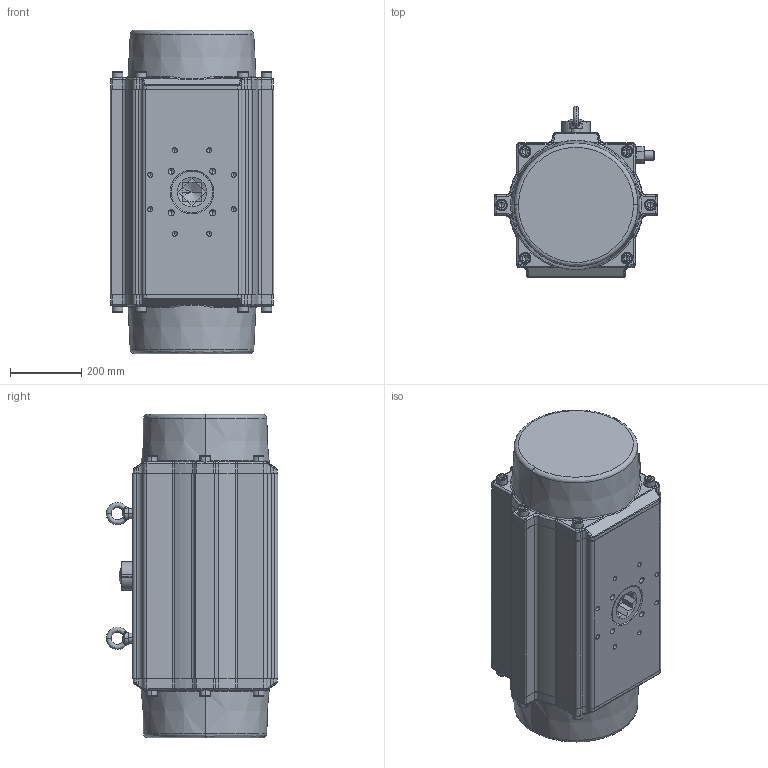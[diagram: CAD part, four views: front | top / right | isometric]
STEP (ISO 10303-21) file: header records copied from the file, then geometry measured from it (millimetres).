
FILE_DESCRIPTION (( 'STEP AP203' ), '1' );
FILE_NAME ('GD-350-090-V55-FG-SA-Doku.step', '2019-01-14T07:40:51', ( '' ), ( '' ), 'SwSTEP 2.0', 'SolidWorks 2018', '' );
FILE_SCHEMA (( 'CONFIG_CONTROL_DESIGN' ));
Length unit declared in the file: millimetre
Products named in the file (1): GD-350-090-V55-FG-SA-Doku
Bounding box: 460 x 482 x 909 mm (x, y, z)
Volume: 40480702.2 mm3; surface area: 3620710.3 mm2
Topology: 33 solids, 33 shells, 3316 faces, 8024 edges, 4682 vertices
Faces by surface type: bspline 1126, cylinder 1001, plane 985, cone 204
Entity records: 144437 total; most frequent: CARTESIAN_POINT 73843, ORIENTED_EDGE 15564, DIRECTION 13762, EDGE_CURVE 7782, AXIS2_PLACEMENT_3D 5267, VERTEX_POINT 4682, EDGE_LOOP 3530, FACE_OUTER_BOUND 3316
